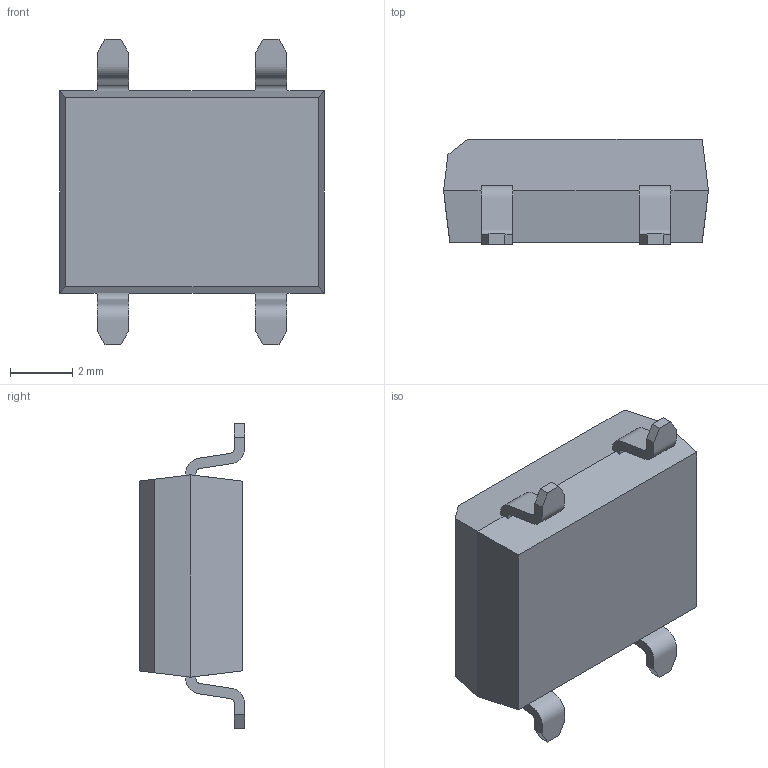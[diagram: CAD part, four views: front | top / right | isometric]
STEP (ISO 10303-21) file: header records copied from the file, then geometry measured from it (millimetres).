
FILE_DESCRIPTION (( 'STEP AP214' ), '1' );
FILE_NAME ('DFS___9.8mm__.STEP', '2023-03-04T21:36:58', ( '' ), ( '' ), 'SwSTEP 2.0', 'SolidWorks 2020', '' );
FILE_SCHEMA (( 'AUTOMOTIVE_DESIGN' ));
Length unit declared in the file: millimetre
Products named in the file (1): DFS___9.8mm__
Bounding box: 8.51 x 3.38 x 9.8 mm (x, y, z)
Volume: 175.5 mm3; surface area: 223.7 mm2
Topology: 1 solids, 1 shells, 394 faces, 1128 edges, 772 vertices
Faces by surface type: plane 310, bspline 84
Entity records: 19657 total; most frequent: CARTESIAN_POINT 5715, ORIENTED_EDGE 2256, DIRECTION 1606, EDGE_CURVE 1128, LINE 920, VECTOR 920, VERTEX_POINT 772, EDGE_LOOP 430
